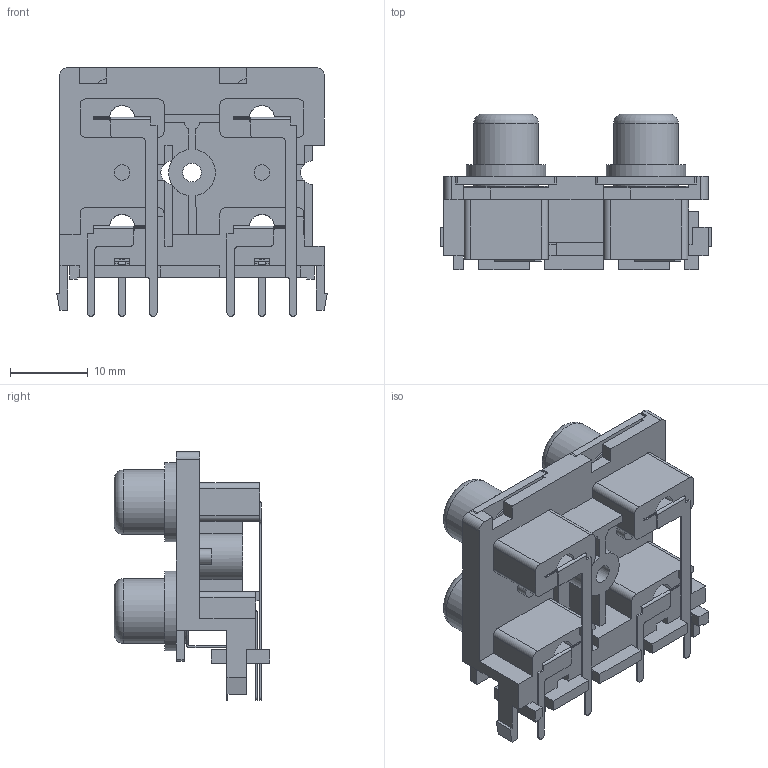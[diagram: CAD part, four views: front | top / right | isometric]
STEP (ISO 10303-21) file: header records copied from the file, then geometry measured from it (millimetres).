
FILE_DESCRIPTION(('STEP AP214'), '1');
FILE_NAME('RS-409 (DCI)-bk-gold', '', ('UNSPECIFIED'), ('UNSPECIFIED'), 'ASCON STEP Converter 1.6', 'ASCON Math Kernel', '');
FILE_SCHEMA(('AUTOMOTIVE_DESIGN { 1 0 10303 214 3 1 1}'));
Length unit declared in the file: millimetre
Bounding box: 34.8 x 20 x 32 mm (x, y, z)
Volume: 5675.1 mm3; surface area: 11532.3 mm2
Topology: 17 solids, 17 shells, 509 faces, 1335 edges, 854 vertices
Faces by surface type: plane 339, cylinder 153, torus 12, cone 5
Full cylindrical faces by diameter (mm): 2 x4, 2.02 x2, 2.4 x1, 3.2 x4, 6 x8, 7.4 x4, 7.9 x8, 8.3 x8, 10.2 x4
Entity records: 19530 total; most frequent: CARTESIAN_POINT 2639, DIRECTION 2620, ORIENTED_EDGE 2550, EDGE_CURVE 1275, LINE 950, VECTOR 950, VERTEX_POINT 854, AXIS2_PLACEMENT_3D 835
